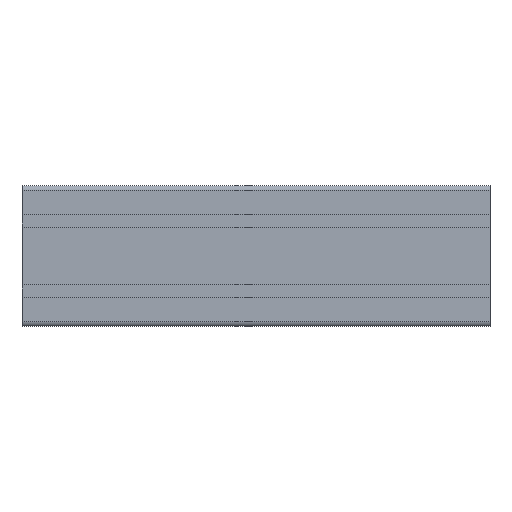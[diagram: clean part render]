
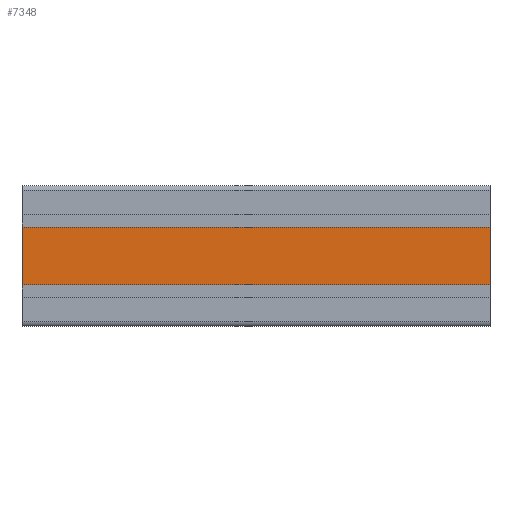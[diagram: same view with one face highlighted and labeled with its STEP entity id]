
A CAD part, left-side view. The second image highlights one B-rep face of the part: STEP entity #7348.
In plain terms, the highlighted face is planar.
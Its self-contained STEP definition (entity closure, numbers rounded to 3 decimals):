
#560 = VECTOR ( 'NONE', #2570, 1000. ) ;
#564 = VECTOR ( 'NONE', #2621, 1000. ) ;
#610 = VECTOR ( 'NONE', #2527, 1000. ) ;
#641 = VECTOR ( 'NONE', #2710, 1000. ) ;
#759 = AXIS2_PLACEMENT_3D ( 'NONE', #2913, #2906, #2907 ) ;
#2527 = DIRECTION ( 'NONE',  ( 0., 0., 1. ) ) ;
#2538 = LINE ( 'NONE', #2539, #610 ) ;
#2539 = CARTESIAN_POINT ( 'NONE',  ( 30., -18.4, -300. ) ) ;
#2556 = LINE ( 'NONE', #2562, #560 ) ;
#2562 = CARTESIAN_POINT ( 'NONE',  ( 30., -18.4, -300. ) ) ;
#2570 = DIRECTION ( 'NONE',  ( 0., 1., 0. ) ) ;
#2591 = LINE ( 'NONE', #2607, #564 ) ;
#2607 = CARTESIAN_POINT ( 'NONE',  ( 30., -18.4, 0. ) ) ;
#2621 = DIRECTION ( 'NONE',  ( 0., 1., 0. ) ) ;
#2703 = CARTESIAN_POINT ( 'NONE',  ( 30., 18.4, -300. ) ) ;
#2707 = LINE ( 'NONE', #2703, #641 ) ;
#2710 = DIRECTION ( 'NONE',  ( 0., 0., 1. ) ) ;
#2899 = FACE_OUTER_BOUND ( 'NONE', #6308, .T. ) ;
#2906 = DIRECTION ( 'NONE',  ( 1., 0., 0. ) ) ;
#2907 = DIRECTION ( 'NONE',  ( 0., 0., -1. ) ) ;
#2912 = PLANE ( 'NONE',  #759 ) ;
#2913 = CARTESIAN_POINT ( 'NONE',  ( 30., -18.4, -300. ) ) ;
#4952 = VERTEX_POINT ( 'NONE', #5308 ) ;
#4970 = VERTEX_POINT ( 'NONE', #5346 ) ;
#4972 = VERTEX_POINT ( 'NONE', #5337 ) ;
#4976 = VERTEX_POINT ( 'NONE', #5334 ) ;
#5308 = CARTESIAN_POINT ( 'NONE',  ( 30., -18.4, -300. ) ) ;
#5334 = CARTESIAN_POINT ( 'NONE',  ( 30., -18.4, 0. ) ) ;
#5337 = CARTESIAN_POINT ( 'NONE',  ( 30., 18.4, 0. ) ) ;
#5346 = CARTESIAN_POINT ( 'NONE',  ( 30., 18.4, -300. ) ) ;
#5957 = ORIENTED_EDGE ( 'NONE', *, *, #7211, .F. ) ;
#5968 = ORIENTED_EDGE ( 'NONE', *, *, #7232, .F. ) ;
#5995 = ORIENTED_EDGE ( 'NONE', *, *, #7220, .T. ) ;
#6020 = ORIENTED_EDGE ( 'NONE', *, *, #7268, .T. ) ;
#6308 = EDGE_LOOP ( 'NONE', ( #5968, #5957, #5995, #6020 ) ) ;
#7211 = EDGE_CURVE ( 'NONE', #4952, #4976, #2538, .T. ) ;
#7220 = EDGE_CURVE ( 'NONE', #4952, #4970, #2556, .T. ) ;
#7232 = EDGE_CURVE ( 'NONE', #4976, #4972, #2591, .T. ) ;
#7268 = EDGE_CURVE ( 'NONE', #4970, #4972, #2707, .T. ) ;
#7348 = ADVANCED_FACE ( 'PLANAR_21', ( #2899 ), #2912, .T. ) ;
